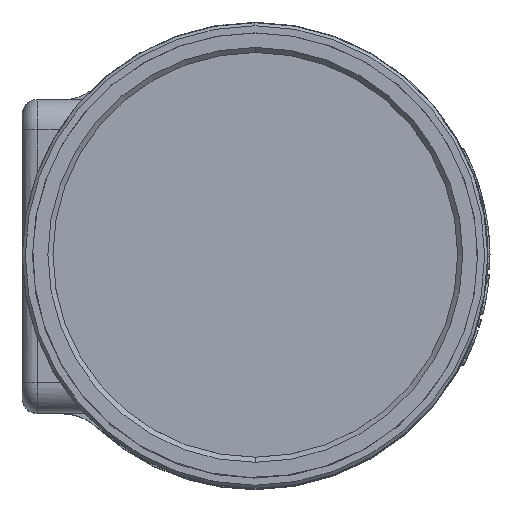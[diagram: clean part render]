
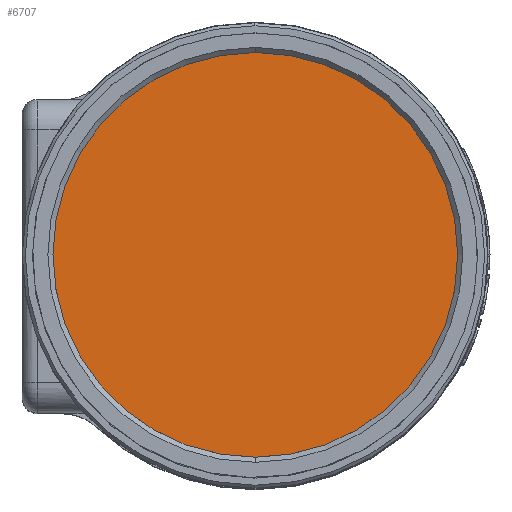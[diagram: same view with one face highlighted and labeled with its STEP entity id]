
A CAD part, top view. The second image highlights one B-rep face of the part: STEP entity #6707.
In plain terms, the highlighted face is planar.
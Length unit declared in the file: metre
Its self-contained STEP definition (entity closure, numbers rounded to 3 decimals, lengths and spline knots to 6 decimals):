
#200 = VERTEX_POINT('',#201);
#201 = CARTESIAN_POINT('',(-0.061995,154.625,-39.843266)
  );
#207 = EDGE_CURVE('',#208,#200,#210,.T.);
#208 = VERTEX_POINT('',#209);
#209 = CARTESIAN_POINT('',(-0.061995,154.625,40.156734)
  );
#210 = CIRCLE('',#211,40.);
#211 = AXIS2_PLACEMENT_3D('',#212,#213,#214);
#212 = CARTESIAN_POINT('',(-0.061995,154.625,0.156734));
#213 = DIRECTION('',(0.,1.,0.));
#214 = DIRECTION('',(0.,-0.,1.));
#6707 = ADVANCED_FACE('',(#6708),#6718,.T.);
#6708 = FACE_BOUND('',#6709,.T.);
#6709 = EDGE_LOOP('',(#6710,#6711));
#6710 = ORIENTED_EDGE('',*,*,#207,.T.);
#6711 = ORIENTED_EDGE('',*,*,#6712,.T.);
#6712 = EDGE_CURVE('',#200,#208,#6713,.T.);
#6713 = CIRCLE('',#6714,40.);
#6714 = AXIS2_PLACEMENT_3D('',#6715,#6716,#6717);
#6715 = CARTESIAN_POINT('',(-0.061995,154.625,0.156734)
  );
#6716 = DIRECTION('',(0.,1.,0.));
#6717 = DIRECTION('',(0.,-0.,1.));
#6718 = PLANE('',#6719);
#6719 = AXIS2_PLACEMENT_3D('',#6720,#6721,#6722);
#6720 = CARTESIAN_POINT('',(-0.061995,154.625,0.156734)
  );
#6721 = DIRECTION('',(0.,1.,0.));
#6722 = DIRECTION('',(0.,-0.,1.));
